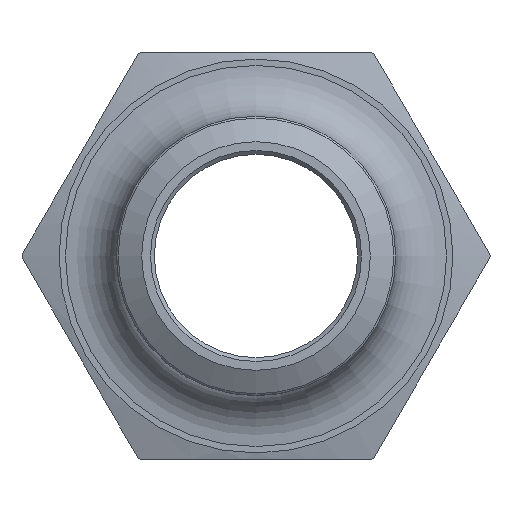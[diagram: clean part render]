
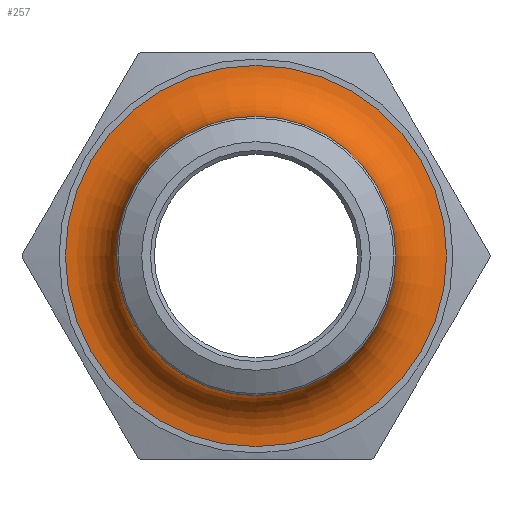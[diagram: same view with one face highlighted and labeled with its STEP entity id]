
A CAD part, left-side view. The second image highlights one B-rep face of the part: STEP entity #257.
In plain terms, the highlighted toroidal (fillet/blend) face has major radius 15 mm and minor radius 4 mm.
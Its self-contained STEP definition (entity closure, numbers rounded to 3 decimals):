
#104=TOROIDAL_SURFACE('',#704,15.,4.);
#165=FACE_BOUND('',#346,.T.);
#166=FACE_BOUND('',#347,.T.);
#216=CIRCLE('',#695,11.);
#217=CIRCLE('',#697,15.);
#257=ADVANCED_FACE('',(#165,#166),#104,.F.);
#346=EDGE_LOOP('',(#496));
#347=EDGE_LOOP('',(#497));
#496=ORIENTED_EDGE('',*,*,#611,.F.);
#497=ORIENTED_EDGE('',*,*,#612,.F.);
#548=VERTEX_POINT('',#1072);
#549=VERTEX_POINT('',#1075);
#611=EDGE_CURVE('',#548,#548,#216,.T.);
#612=EDGE_CURVE('',#549,#549,#217,.T.);
#695=AXIS2_PLACEMENT_3D('',#1071,#856,#857);
#697=AXIS2_PLACEMENT_3D('',#1074,#860,#861);
#704=AXIS2_PLACEMENT_3D('',#1083,#874,#875);
#856=DIRECTION('',(-1.,0.,0.));
#857=DIRECTION('',(0.,0.,1.));
#860=DIRECTION('',(1.,0.,0.));
#861=DIRECTION('',(0.,0.,1.));
#874=DIRECTION('',(-1.,0.,0.));
#875=DIRECTION('',(0.,0.,1.));
#1071=CARTESIAN_POINT('',(8.,0.,0.));
#1072=CARTESIAN_POINT('',(8.,0.,11.));
#1074=CARTESIAN_POINT('',(12.,0.,0.));
#1075=CARTESIAN_POINT('',(12.,0.,15.));
#1083=CARTESIAN_POINT('',(8.,0.,0.));
